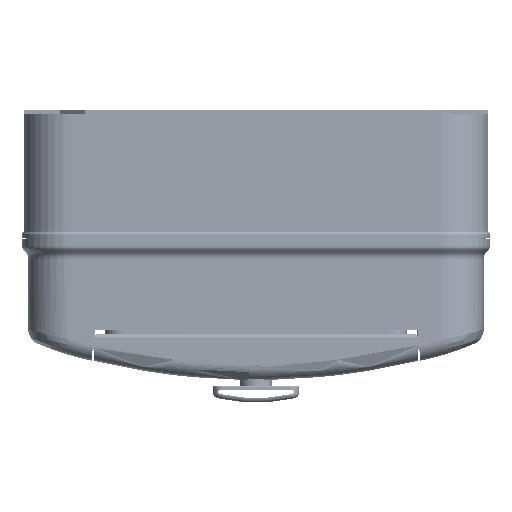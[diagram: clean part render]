
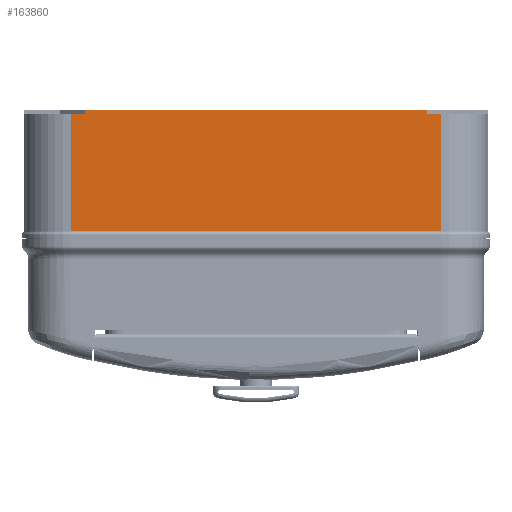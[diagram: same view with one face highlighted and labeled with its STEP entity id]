
A CAD part, front view. The second image highlights one B-rep face of the part: STEP entity #163860.
In plain terms, the highlighted planar face has unit normal (0, -1, 0).
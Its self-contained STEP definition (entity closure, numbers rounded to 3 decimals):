
#73 = CARTESIAN_POINT ( 'NONE',  ( -121.65, -203.15, 67.5 ) ) ;
#1199 = EDGE_CURVE ( 'NONE', #26341, #169651, #175011, .T. ) ;
#3131 = ORIENTED_EDGE ( 'NONE', *, *, #1199, .F. ) ;
#7853 = DIRECTION ( 'NONE',  ( 1., 0., 0. ) ) ;
#8835 = LINE ( 'NONE', #177758, #115223 ) ;
#11238 = PLANE ( 'NONE',  #31491 ) ;
#11989 = CARTESIAN_POINT ( 'NONE',  ( 96.65, -203.15, 6.264 ) ) ;
#12969 = ORIENTED_EDGE ( 'NONE', *, *, #47775, .T. ) ;
#23933 = CARTESIAN_POINT ( 'NONE',  ( 89.65, -203.15, 543.576 ) ) ;
#26341 = VERTEX_POINT ( 'NONE', #105197 ) ;
#28101 = DIRECTION ( 'NONE',  ( 0., 0., 1. ) ) ;
#30810 = DIRECTION ( 'NONE',  ( 0., 0., 1. ) ) ;
#31491 = AXIS2_PLACEMENT_3D ( 'NONE', #102643, #88729, #28101 ) ;
#32234 = DIRECTION ( 'NONE',  ( 0., 0., -1. ) ) ;
#40319 = ORIENTED_EDGE ( 'NONE', *, *, #134233, .T. ) ;
#47022 = EDGE_CURVE ( 'NONE', #106850, #54446, #106783, .T. ) ;
#47775 = EDGE_CURVE ( 'NONE', #160011, #128529, #183828, .T. ) ;
#50326 = VERTEX_POINT ( 'NONE', #155047 ) ;
#51281 = CARTESIAN_POINT ( 'NONE',  ( -96.65, -203.15, 6.264 ) ) ;
#53074 = VECTOR ( 'NONE', #180290, 1000. ) ;
#54446 = VERTEX_POINT ( 'NONE', #167933 ) ;
#56206 = EDGE_CURVE ( '������395', #26341, #106850, #59022, .T. ) ;
#56395 = VECTOR ( 'NONE', #186286, 1000. ) ;
#56661 = ORIENTED_EDGE ( 'NONE', *, *, #47022, .T. ) ;
#59022 = LINE ( 'NONE', #89810, #53074 ) ;
#65041 = EDGE_CURVE ( 'NONE', #50326, #192855, #125652, .T. ) ;
#70853 = FACE_OUTER_BOUND ( 'NONE', #139398, .T. ) ;
#75147 = VECTOR ( 'NONE', #114357, 1000. ) ;
#75734 = CARTESIAN_POINT ( 'NONE',  ( 89.65, -203.15, 67.5 ) ) ;
#76997 = CARTESIAN_POINT ( 'NONE',  ( -96.65, -203.15, 67.5 ) ) ;
#85751 = EDGE_CURVE ( 'NONE', #169651, #128529, #128848, .T. ) ;
#87580 = LINE ( 'NONE', #73, #129358 ) ;
#88729 = DIRECTION ( 'NONE',  ( 0., 1., 0. ) ) ;
#89810 = CARTESIAN_POINT ( 'NONE',  ( 89.65, -203.15, 70. ) ) ;
#97765 = ORIENTED_EDGE ( 'NONE', *, *, #65041, .T. ) ;
#98310 = ORIENTED_EDGE ( 'NONE', *, *, #128754, .F. ) ;
#102643 = CARTESIAN_POINT ( 'NONE',  ( -121.65, -203.15, 67.5 ) ) ;
#105197 = CARTESIAN_POINT ( 'NONE',  ( 89.65, -203.15, 70. ) ) ;
#106783 = LINE ( 'NONE', #167430, #173873 ) ;
#106850 = VERTEX_POINT ( 'NONE', #152591 ) ;
#114357 = DIRECTION ( 'NONE',  ( 0., 0., -1. ) ) ;
#114905 = CARTESIAN_POINT ( 'NONE',  ( -121.65, -203.15, 67.5 ) ) ;
#115223 = VECTOR ( 'NONE', #7853, 1000. ) ;
#116465 = ORIENTED_EDGE ( 'NONE', *, *, #56206, .T. ) ;
#125652 = LINE ( 'NONE', #76997, #56395 ) ;
#128529 = VERTEX_POINT ( 'NONE', #138416 ) ;
#128754 = EDGE_CURVE ( 'NONE', #50326, #54446, #87580, .T. ) ;
#128848 = LINE ( 'NONE', #114905, #154605 ) ;
#129358 = VECTOR ( 'NONE', #164112, 1000. ) ;
#134233 = EDGE_CURVE ( '������91', #192855, #160011, #8835, .T. ) ;
#138129 = CARTESIAN_POINT ( 'NONE',  ( 96.65, -203.15, 67.5 ) ) ;
#138416 = CARTESIAN_POINT ( 'NONE',  ( 96.65, -203.15, 67.5 ) ) ;
#139398 = EDGE_LOOP ( 'NONE', ( #97765, #40319, #12969, #153741, #3131, #116465, #56661, #98310 ) ) ;
#139742 = VECTOR ( 'NONE', #30810, 1000. ) ;
#152591 = CARTESIAN_POINT ( 'NONE',  ( -89.65, -203.15, 70. ) ) ;
#153741 = ORIENTED_EDGE ( 'NONE', *, *, #85751, .F. ) ;
#154605 = VECTOR ( 'NONE', #160644, 1000. ) ;
#155047 = CARTESIAN_POINT ( 'NONE',  ( -96.65, -203.15, 67.5 ) ) ;
#160011 = VERTEX_POINT ( 'NONE', #11989 ) ;
#160644 = DIRECTION ( 'NONE',  ( 1., 0., 0. ) ) ;
#163860 = ADVANCED_FACE ( '�����16', ( #70853 ), #11238, .F. ) ;
#164112 = DIRECTION ( 'NONE',  ( 1., 0., 0. ) ) ;
#167430 = CARTESIAN_POINT ( 'NONE',  ( -89.65, -203.15, 543.576 ) ) ;
#167933 = CARTESIAN_POINT ( 'NONE',  ( -89.65, -203.15, 67.5 ) ) ;
#169651 = VERTEX_POINT ( 'NONE', #75734 ) ;
#173873 = VECTOR ( 'NONE', #32234, 1000. ) ;
#175011 = LINE ( 'NONE', #23933, #75147 ) ;
#177758 = CARTESIAN_POINT ( 'NONE',  ( -121.65, -203.15, 6.264 ) ) ;
#180290 = DIRECTION ( 'NONE',  ( -1., 0., 0. ) ) ;
#183828 = LINE ( 'NONE', #138129, #139742 ) ;
#186286 = DIRECTION ( 'NONE',  ( 0., 0., -1. ) ) ;
#192855 = VERTEX_POINT ( 'NONE', #51281 ) ;
